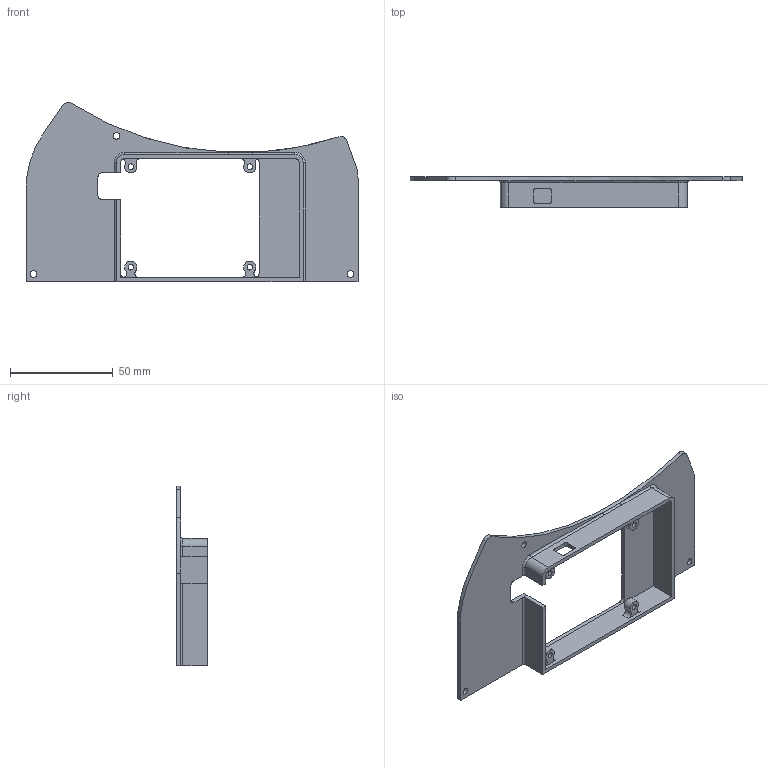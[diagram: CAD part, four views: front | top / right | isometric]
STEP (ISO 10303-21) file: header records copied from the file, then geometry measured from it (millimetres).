
FILE_DESCRIPTION(('FreeCAD Model'),'2;1');
FILE_NAME('Open CASCADE Shape Model','2024-11-13T18:27:23',(''),(''), 'Open CASCADE STEP processor 7.7','FreeCAD','Unknown');
FILE_SCHEMA(('AUTOMOTIVE_DESIGN { 1 0 10303 214 1 1 1 1 }'));
Length unit declared in the file: millimetre
Products named in the file (1): 5-base-cover--black-shield
Bounding box: 161.82 x 15 x 87.36 mm (x, y, z)
Volume: 22049.9 mm3; surface area: 23640.4 mm2
Topology: 1 solids, 1 shells, 89 faces, 241 edges, 156 vertices
Faces by surface type: plane 43, cylinder 43, torus 2, bspline 1
Full cylindrical faces by diameter (mm): 2.7 x4, 3.2 x3
Entity records: 2888 total; most frequent: CARTESIAN_POINT 516, DIRECTION 505, ORIENTED_EDGE 482, EDGE_CURVE 241, AXIS2_PLACEMENT_3D 178, VERTEX_POINT 156, LINE 149, VECTOR 149
